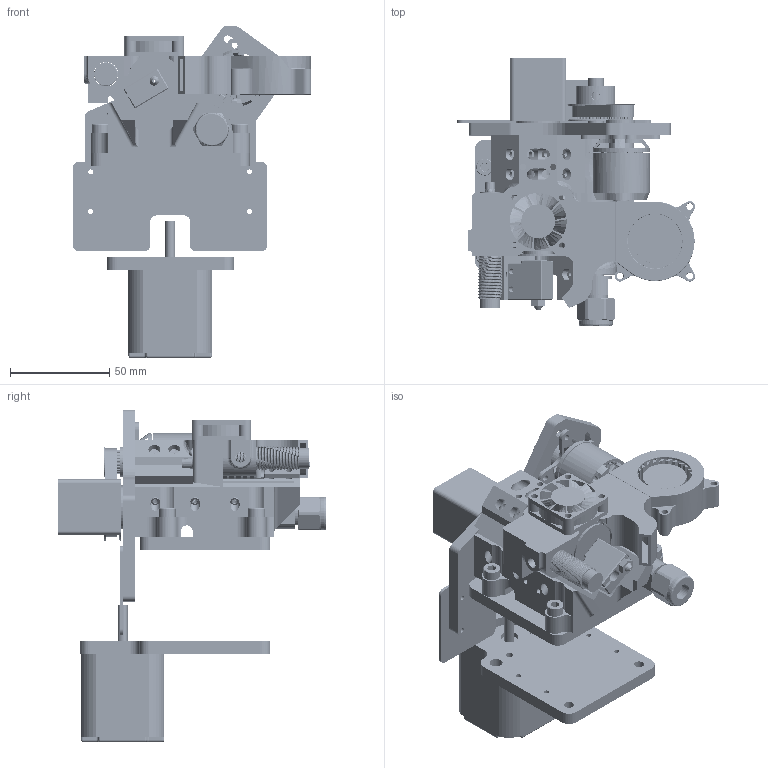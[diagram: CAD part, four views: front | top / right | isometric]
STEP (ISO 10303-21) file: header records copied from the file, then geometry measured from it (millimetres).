
FILE_DESCRIPTION(/* description */ (''),/* implementation_level */ '2;1');
FILE_NAME(/* name */ 'Modular Head v19.step',/* time_stamp */ '2017-02-12T23:51:16-08:00',/* author */ (''),/* organization */ (''),/* preprocessor_version */ 'ST-DEVELOPER v16.5',/* originating_system */ 'Autodesk Translation Framework v5.2.0.2920',/* authorisation */ '');
FILE_SCHEMA (('AUTOMOTIVE_DESIGN { 1 0 10303 214 3 1 1 }'));
Products named in the file (28): Modular Head v19; V Head Export v1; Head Bearing Plate Production v11; SSEBZ10 v6; SSEBZ10 v6_1; Slide; Track; 92398A121; 91290A232; Stepper Motor Ebay v4; ER 11 Collet Shank v5; V Head Print Chassis v1; E3D Volcano v5; E3D Heatbreak; E3D Heatsink; uploads-ab-bb-e1-0f-41-E3D_Volcano_Heat_Block v1; uploads-87-75-1d-55-36-E3D_Volcano_1.75mm_0.8mm_Nozzle v1; GT2_T36 v1; Nema 11 Small v1; Brushless Mount Plates v3; 30mm Fan v1; 40mm Blower v3; Inductive Proximity Sensor v1; 2215Motor v3; 2215Motor; 2215MotorStator; 2215MotorCan; Pulley_GT2_20 v3
Assembly tree (41 placements, depth 4):
  Modular Head v19
    V Head Export v1
    Head Bearing Plate Production v11
    SSEBZ10 v6
      Slide
      Track
    SSEBZ10 v6_1
      Slide
      Track
    91290A232  x4
    92398A121  x10
    Stepper Motor Ebay v4
    ER 11 Collet Shank v5
    V Head Print Chassis v1
    E3D Volcano v5
      E3D Heatbreak
      E3D Heatsink
      uploads-ab-bb-e1-0f-41-E3D_Volcano_Heat_Block v1
      uploads-87-75-1d-55-36-E3D_Volcano_1.75mm_0.8mm_Nozzle v1
    GT2_T36 v1
    Nema 11 Small v1
    Brushless Mount Plates v3
    30mm Fan v1
    40mm Blower v3
    Inductive Proximity Sensor v1
    2215Motor v3
      2215Motor
        2215MotorStator
        2215MotorCan
    Pulley_GT2_20 v3
Bounding box: 120.02 x 135.15 x 167.21 mm (x, y, z)
Volume: 374383.7 mm3; surface area: 184082.9 mm2
Topology: 43 solids, 43 shells, 2932 faces, 7730 edges, 4971 vertices
Faces by surface type: plane 1190, cylinder 1167, cone 399, bspline 74, sphere 60, torus 42
Full cylindrical faces by diameter (mm): 0.8 x1, 1.5 x1, 1.575 x4, 2 x4, 2.007 x4, 2.3 x4, 2.5 x27, 2.671 x4, 2.8 x1, 3 x29, 3.175 x2, 3.2 x2, 3.3 x3, 3.5 x17, 3.81 x1, 4 x3, 4.72 x50, 4.8 x5, 4.929 x6, 5 x88, 5.03 x1, 5.35 x1, 5.5 x2, 5.8 x1, 5.9 x8, 6 x22, 6.5 x4, 7.938 x1, 8 x2, 8.38 x1
Entity records: 83666 total; most frequent: CARTESIAN_POINT 32035, DIRECTION 11083, ORIENTED_EDGE 9984, EDGE_CURVE 4991, AXIS2_PLACEMENT_3D 4405, VERTEX_POINT 3352, EDGE_LOOP 2726, LINE 2273
